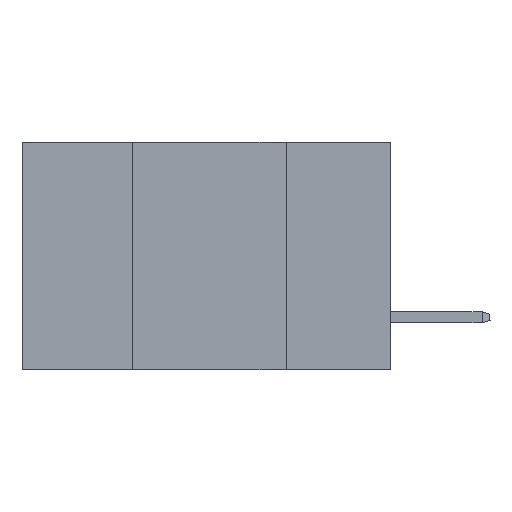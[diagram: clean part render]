
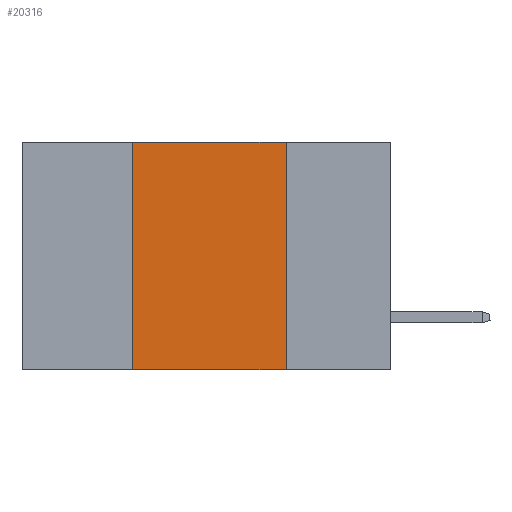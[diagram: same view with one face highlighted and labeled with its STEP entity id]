
A CAD part, left-side view. The second image highlights one B-rep face of the part: STEP entity #20316.
In plain terms, the highlighted planar face has unit normal (-1, 0, 0).
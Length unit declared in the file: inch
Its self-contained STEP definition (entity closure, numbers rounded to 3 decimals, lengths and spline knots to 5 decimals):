
#1693 = ORIENTED_EDGE ( 'NONE', *, *, #20116, .F. ) ;
#1756 = AXIS2_PLACEMENT_3D ( 'NONE', #18386, #20639, #1833 ) ;
#1833 = DIRECTION ( 'NONE',  ( 0., 0., -1. ) ) ;
#2327 = VERTEX_POINT ( 'NONE', #5130 ) ;
#2403 = EDGE_CURVE ( 'NONE', #6513, #2327, #25060, .T. ) ;
#2702 = CARTESIAN_POINT ( 'NONE',  ( 0., 0.6, -0.37 ) ) ;
#2819 = LINE ( 'NONE', #2702, #12547 ) ;
#3695 = VERTEX_POINT ( 'NONE', #9021 ) ;
#5130 = CARTESIAN_POINT ( 'NONE',  ( 0., 0.17, -0.37 ) ) ;
#5381 = VECTOR ( 'NONE', #16166, 39.37008 ) ;
#5737 = CARTESIAN_POINT ( 'NONE',  ( 0., 0.6, 0. ) ) ;
#6513 = VERTEX_POINT ( 'NONE', #8300 ) ;
#7133 = EDGE_CURVE ( 'NONE', #3695, #2327, #2819, .T. ) ;
#8128 = EDGE_CURVE ( 'NONE', #18653, #6513, #10574, .T. ) ;
#8169 = CARTESIAN_POINT ( 'NONE',  ( 0., 0.17, 0. ) ) ;
#8300 = CARTESIAN_POINT ( 'NONE',  ( 0., 0.17, 0. ) ) ;
#9021 = CARTESIAN_POINT ( 'NONE',  ( 0., 0.42, -0.37 ) ) ;
#10574 = LINE ( 'NONE', #5737, #5381 ) ;
#12547 = VECTOR ( 'NONE', #12948, 39.37008 ) ;
#12948 = DIRECTION ( 'NONE',  ( 0., -1., 0. ) ) ;
#13316 = ORIENTED_EDGE ( 'NONE', *, *, #7133, .T. ) ;
#13609 = DIRECTION ( 'NONE',  ( 0., 0., 1. ) ) ;
#15966 = VECTOR ( 'NONE', #24446, 39.37008 ) ;
#16166 = DIRECTION ( 'NONE',  ( 0., -1., 0. ) ) ;
#18207 = PLANE ( 'NONE',  #1756 ) ;
#18386 = CARTESIAN_POINT ( 'NONE',  ( 0., 0.6, 0. ) ) ;
#18653 = VERTEX_POINT ( 'NONE', #26333 ) ;
#19088 = LINE ( 'NONE', #26045, #25572 ) ;
#19393 = FACE_OUTER_BOUND ( 'NONE', #26654, .T. ) ;
#20116 = EDGE_CURVE ( 'NONE', #3695, #18653, #19088, .T. ) ;
#20316 = ADVANCED_FACE ( 'NONE', ( #19393 ), #18207, .F. ) ;
#20639 = DIRECTION ( 'NONE',  ( 1., 0., 0. ) ) ;
#23341 = ORIENTED_EDGE ( 'NONE', *, *, #2403, .F. ) ;
#23369 = ORIENTED_EDGE ( 'NONE', *, *, #8128, .F. ) ;
#24446 = DIRECTION ( 'NONE',  ( 0., 0., -1. ) ) ;
#25060 = LINE ( 'NONE', #8169, #15966 ) ;
#25572 = VECTOR ( 'NONE', #13609, 39.37008 ) ;
#26045 = CARTESIAN_POINT ( 'NONE',  ( 0., 0.42, 0. ) ) ;
#26333 = CARTESIAN_POINT ( 'NONE',  ( 0., 0.42, 0. ) ) ;
#26654 = EDGE_LOOP ( 'NONE', ( #23341, #23369, #1693, #13316 ) ) ;
